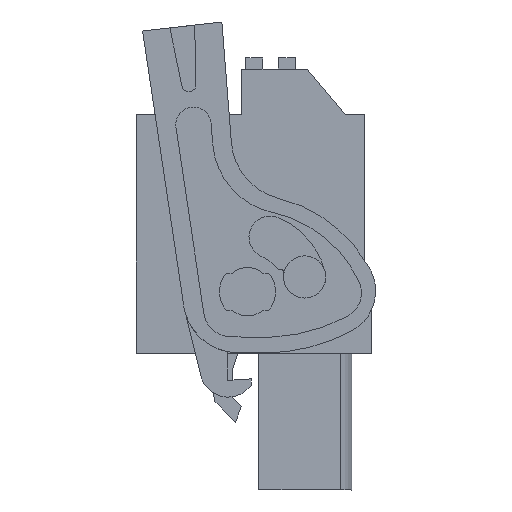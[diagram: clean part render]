
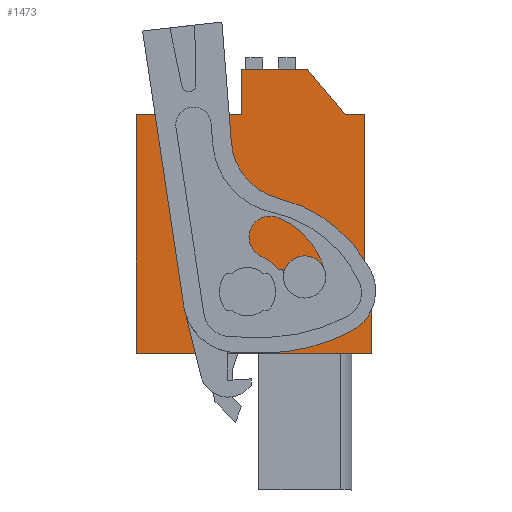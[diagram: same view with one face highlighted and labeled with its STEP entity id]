
A CAD part, left-side view. The second image highlights one B-rep face of the part: STEP entity #1473.
In plain terms, the highlighted planar face has unit normal (-1, 0, 0).
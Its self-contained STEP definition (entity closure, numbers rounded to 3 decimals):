
#1369=AXIS2_PLACEMENT_3D('Plane Axis2P3D',#1366,#1367,#1368) ;
#1439=AXIS2_PLACEMENT_3D('Circle Axis2P3D',#1437,#1438,$) ;
#1448=AXIS2_PLACEMENT_3D('Circle Axis2P3D',#1446,#1447,$) ;
#1457=AXIS2_PLACEMENT_3D('Circle Axis2P3D',#1455,#1456,$) ;
#1466=AXIS2_PLACEMENT_3D('Circle Axis2P3D',#1464,#1465,$) ;
#40=CARTESIAN_POINT('Vertex',(4.752,0.263,13.383)) ;
#45=CARTESIAN_POINT('Line Origine',(4.752,0.263,11.066)) ;
#49=CARTESIAN_POINT('Vertex',(4.752,0.263,8.75)) ;
#418=CARTESIAN_POINT('Line Origine',(4.752,7.788,8.75)) ;
#422=CARTESIAN_POINT('Vertex',(4.752,15.313,8.75)) ;
#1366=CARTESIAN_POINT('Axis2P3D Location',(4.752,0.263,0.)) ;
#1371=CARTESIAN_POINT('Line Origine',(4.752,0.488,13.608)) ;
#1375=CARTESIAN_POINT('Vertex',(4.752,0.713,13.833)) ;
#1378=CARTESIAN_POINT('Line Origine',(4.752,0.713,18.936)) ;
#1382=CARTESIAN_POINT('Vertex',(4.752,0.713,24.04)) ;
#1385=CARTESIAN_POINT('Line Origine',(4.752,1.327,24.04)) ;
#1389=CARTESIAN_POINT('Vertex',(4.752,1.942,24.04)) ;
#1392=CARTESIAN_POINT('Line Origine',(4.752,3.159,25.49)) ;
#1396=CARTESIAN_POINT('Vertex',(4.752,4.375,26.94)) ;
#1399=CARTESIAN_POINT('Line Origine',(4.752,6.469,26.94)) ;
#1403=CARTESIAN_POINT('Vertex',(4.752,8.563,26.94)) ;
#1406=CARTESIAN_POINT('Line Origine',(4.752,8.563,25.49)) ;
#1410=CARTESIAN_POINT('Vertex',(4.752,8.563,24.04)) ;
#1413=CARTESIAN_POINT('Line Origine',(4.752,11.938,24.04)) ;
#1417=CARTESIAN_POINT('Vertex',(4.752,15.313,24.04)) ;
#1420=CARTESIAN_POINT('Line Origine',(4.752,15.313,16.395)) ;
#1437=CARTESIAN_POINT('Axis2P3D Location',(4.752,8.204,12.691)) ;
#1441=CARTESIAN_POINT('Vertex',(4.752,8.204,11.141)) ;
#1443=CARTESIAN_POINT('Vertex',(4.752,8.204,14.241)) ;
#1446=CARTESIAN_POINT('Axis2P3D Location',(4.752,8.204,12.691)) ;
#1455=CARTESIAN_POINT('Axis2P3D Location',(4.752,4.544,13.641)) ;
#1459=CARTESIAN_POINT('Vertex',(4.752,4.544,14.991)) ;
#1461=CARTESIAN_POINT('Vertex',(4.752,4.544,12.291)) ;
#1464=CARTESIAN_POINT('Axis2P3D Location',(4.752,4.544,13.641)) ;
#46=DIRECTION('Vector Direction',(0.,0.,-1.)) ;
#419=DIRECTION('Vector Direction',(0.,1.,0.)) ;
#1367=DIRECTION('Axis2P3D Direction',(-1.,0.,0.)) ;
#1368=DIRECTION('Axis2P3D XDirection',(0.,0.,1.)) ;
#1372=DIRECTION('Vector Direction',(0.,-0.707,-0.707)) ;
#1379=DIRECTION('Vector Direction',(0.,0.,1.)) ;
#1386=DIRECTION('Vector Direction',(0.,1.,0.)) ;
#1393=DIRECTION('Vector Direction',(0.,-0.643,-0.766)) ;
#1400=DIRECTION('Vector Direction',(0.,-1.,0.)) ;
#1407=DIRECTION('Vector Direction',(0.,0.,1.)) ;
#1414=DIRECTION('Vector Direction',(0.,-1.,0.)) ;
#1421=DIRECTION('Vector Direction',(0.,0.,-1.)) ;
#1438=DIRECTION('Axis2P3D Direction',(-1.,0.,0.)) ;
#1447=DIRECTION('Axis2P3D Direction',(-1.,0.,0.)) ;
#1456=DIRECTION('Axis2P3D Direction',(-1.,0.,0.)) ;
#1465=DIRECTION('Axis2P3D Direction',(-1.,0.,0.)) ;
#47=VECTOR('Line Direction',#46,1.) ;
#420=VECTOR('Line Direction',#419,1.) ;
#1373=VECTOR('Line Direction',#1372,1.) ;
#1380=VECTOR('Line Direction',#1379,1.) ;
#1387=VECTOR('Line Direction',#1386,1.) ;
#1394=VECTOR('Line Direction',#1393,1.) ;
#1401=VECTOR('Line Direction',#1400,1.) ;
#1408=VECTOR('Line Direction',#1407,1.) ;
#1415=VECTOR('Line Direction',#1414,1.) ;
#1422=VECTOR('Line Direction',#1421,1.) ;
#1426=ORIENTED_EDGE('',*,*,#424,.T.) ;
#1427=ORIENTED_EDGE('',*,*,#51,.T.) ;
#1428=ORIENTED_EDGE('',*,*,#1377,.T.) ;
#1429=ORIENTED_EDGE('',*,*,#1384,.T.) ;
#1430=ORIENTED_EDGE('',*,*,#1391,.T.) ;
#1431=ORIENTED_EDGE('',*,*,#1398,.T.) ;
#1432=ORIENTED_EDGE('',*,*,#1405,.T.) ;
#1433=ORIENTED_EDGE('',*,*,#1412,.T.) ;
#1434=ORIENTED_EDGE('',*,*,#1419,.T.) ;
#1435=ORIENTED_EDGE('',*,*,#1424,.T.) ;
#1452=ORIENTED_EDGE('',*,*,#1445,.F.) ;
#1453=ORIENTED_EDGE('',*,*,#1450,.F.) ;
#1470=ORIENTED_EDGE('',*,*,#1463,.F.) ;
#1471=ORIENTED_EDGE('',*,*,#1468,.F.) ;
#1454=FACE_BOUND('',#1451,.T.) ;
#1472=FACE_BOUND('',#1469,.T.) ;
#1473=ADVANCED_FACE('HOUSING',(#1436,#1454,#1472),#1370,.T.) ;
#1440=CIRCLE('generated circle',#1439,1.55) ;
#1449=CIRCLE('generated circle',#1448,1.55) ;
#1458=CIRCLE('generated circle',#1457,1.35) ;
#1467=CIRCLE('generated circle',#1466,1.35) ;
#51=EDGE_CURVE('',#50,#41,#48,.F.) ;
#424=EDGE_CURVE('',#423,#50,#421,.F.) ;
#1377=EDGE_CURVE('',#41,#1376,#1374,.F.) ;
#1384=EDGE_CURVE('',#1376,#1383,#1381,.T.) ;
#1391=EDGE_CURVE('',#1383,#1390,#1388,.T.) ;
#1398=EDGE_CURVE('',#1390,#1397,#1395,.F.) ;
#1405=EDGE_CURVE('',#1397,#1404,#1402,.F.) ;
#1412=EDGE_CURVE('',#1404,#1411,#1409,.F.) ;
#1419=EDGE_CURVE('',#1411,#1418,#1416,.F.) ;
#1424=EDGE_CURVE('',#1418,#423,#1423,.T.) ;
#1445=EDGE_CURVE('',#1442,#1444,#1440,.T.) ;
#1450=EDGE_CURVE('',#1444,#1442,#1449,.T.) ;
#1463=EDGE_CURVE('',#1460,#1462,#1458,.T.) ;
#1468=EDGE_CURVE('',#1462,#1460,#1467,.T.) ;
#1425=EDGE_LOOP('',(#1426,#1427,#1428,#1429,#1430,#1431,#1432,#1433,#1434,#1435)) ;
#1451=EDGE_LOOP('',(#1452,#1453)) ;
#1469=EDGE_LOOP('',(#1470,#1471)) ;
#1436=FACE_OUTER_BOUND('',#1425,.T.) ;
#48=LINE('Line',#45,#47) ;
#421=LINE('Line',#418,#420) ;
#1374=LINE('Line',#1371,#1373) ;
#1381=LINE('Line',#1378,#1380) ;
#1388=LINE('Line',#1385,#1387) ;
#1395=LINE('Line',#1392,#1394) ;
#1402=LINE('Line',#1399,#1401) ;
#1409=LINE('Line',#1406,#1408) ;
#1416=LINE('Line',#1413,#1415) ;
#1423=LINE('Line',#1420,#1422) ;
#1370=PLANE('',#1369) ;
#41=VERTEX_POINT('',#40) ;
#50=VERTEX_POINT('',#49) ;
#423=VERTEX_POINT('',#422) ;
#1376=VERTEX_POINT('',#1375) ;
#1383=VERTEX_POINT('',#1382) ;
#1390=VERTEX_POINT('',#1389) ;
#1397=VERTEX_POINT('',#1396) ;
#1404=VERTEX_POINT('',#1403) ;
#1411=VERTEX_POINT('',#1410) ;
#1418=VERTEX_POINT('',#1417) ;
#1442=VERTEX_POINT('',#1441) ;
#1444=VERTEX_POINT('',#1443) ;
#1460=VERTEX_POINT('',#1459) ;
#1462=VERTEX_POINT('',#1461) ;
